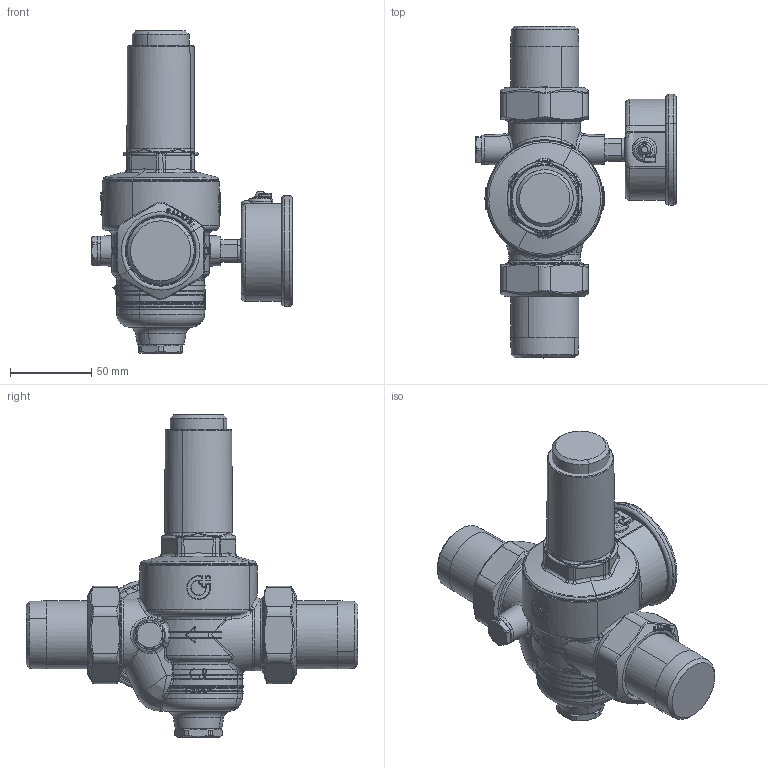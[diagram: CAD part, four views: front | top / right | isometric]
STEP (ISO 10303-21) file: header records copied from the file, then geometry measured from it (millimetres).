
FILE_DESCRIPTION((''),'2;1');
FILE_NAME('_536073AUS_ALLCATPA00_SW0001','2017-03-30T',('sparenzan'),(''),'CREO PARAMETRIC BY PTC INC, 2016050','CREO PARAMETRIC BY PTC INC, 2016050','');
FILE_SCHEMA(('CONFIG_CONTROL_DESIGN'));
Products named in the file (1): _536073AUS_ALLCATPA00_SW0001
Bounding box: 123.48 x 204 x 198 mm (x, y, z)
Surface area: 151170.9 mm2 (no closed solid volume)
Topology: 0 solids, 0 shells, 1144 faces, 5546 edges, 5445 vertices
Faces by surface type: bspline 1020, torus 89, sphere 35
Entity records: 117302 total; most frequent: CARTESIAN_POINT 72234, DIRECTION 6146, DEFINITIONAL_REPRESENTATION 5388, PCURVE 5388, COMPOSITE_CURVE_SEGMENT 5388, TRIMMED_CURVE 5189, VECTOR 4480, LINE 4480
